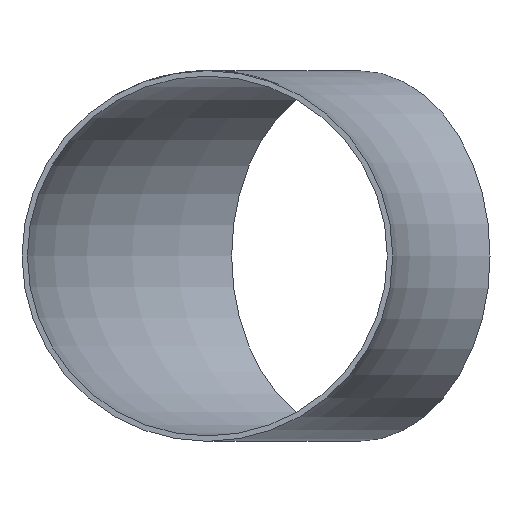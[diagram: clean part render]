
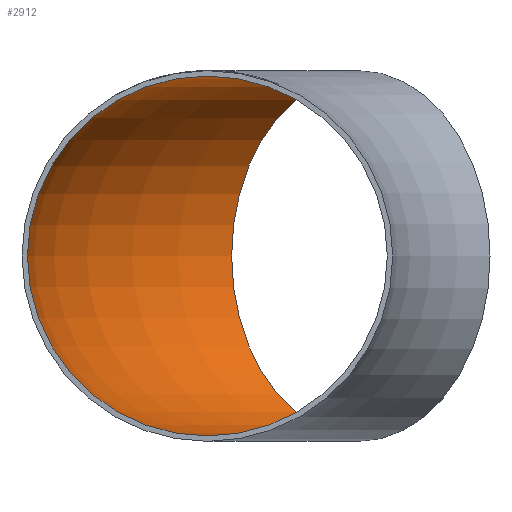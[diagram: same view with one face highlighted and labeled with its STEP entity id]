
A CAD part, front view. The second image highlights one B-rep face of the part: STEP entity #2912.
In plain terms, the highlighted toroidal (fillet/blend) face has major radius 381 mm and minor radius 132.5 mm.
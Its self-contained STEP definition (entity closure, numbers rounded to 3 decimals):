
#550 = ORIENTED_EDGE ( 'NONE', *, *, #21422, .T. ) ;
#581 = CARTESIAN_POINT ( 'NONE',  ( -381., 0., 0. ) ) ;
#780 = EDGE_LOOP ( 'NONE', ( #550 ) ) ;
#843 = DIRECTION ( 'NONE',  ( 0., 1., 0. ) ) ;
#1929 = EDGE_CURVE ( 'NONE', #14088, #14088, #24738, .T. ) ;
#2897 = DIRECTION ( 'NONE',  ( 0.707, 0.707, 0. ) ) ;
#2912 = ADVANCED_FACE ( 'NONE', ( #3529, #15202 ), #9689, .F. ) ;
#3529 = FACE_OUTER_BOUND ( 'NONE', #780, .T. ) ;
#3740 = CARTESIAN_POINT ( 'NONE',  ( -363.099, 363.099, 0. ) ) ;
#6922 = EDGE_LOOP ( 'NONE', ( #25297 ) ) ;
#7582 = AXIS2_PLACEMENT_3D ( 'NONE', #581, #843, #8727 ) ;
#7607 = CARTESIAN_POINT ( 'NONE',  ( 0., 0., 0. ) ) ;
#8727 = DIRECTION ( 'NONE',  ( 0., 0., 1. ) ) ;
#9689 = TOROIDAL_SURFACE ( 'NONE', #17622, 381., 132.5 ) ;
#10917 = DIRECTION ( 'NONE',  ( -0.707, 0.707, 0. ) ) ;
#14088 = VERTEX_POINT ( 'NONE', #17650 ) ;
#14366 = CIRCLE ( 'NONE', #24440, 132.5 ) ;
#15202 = FACE_OUTER_BOUND ( 'NONE', #6922, .T. ) ;
#15593 = DIRECTION ( 'NONE',  ( 0., 0., -1. ) ) ;
#17622 = AXIS2_PLACEMENT_3D ( 'NONE', #7607, #15593, #17693 ) ;
#17650 = CARTESIAN_POINT ( 'NONE',  ( -381., 0., 132.5 ) ) ;
#17693 = DIRECTION ( 'NONE',  ( -1., 0., 0. ) ) ;
#17898 = VERTEX_POINT ( 'NONE', #3740 ) ;
#20831 = CARTESIAN_POINT ( 'NONE',  ( -269.408, 269.408, 0. ) ) ;
#21422 = EDGE_CURVE ( 'NONE', #17898, #17898, #14366, .T. ) ;
#24440 = AXIS2_PLACEMENT_3D ( 'NONE', #20831, #2897, #10917 ) ;
#24738 = CIRCLE ( 'NONE', #7582, 132.5 ) ;
#25297 = ORIENTED_EDGE ( 'NONE', *, *, #1929, .F. ) ;
